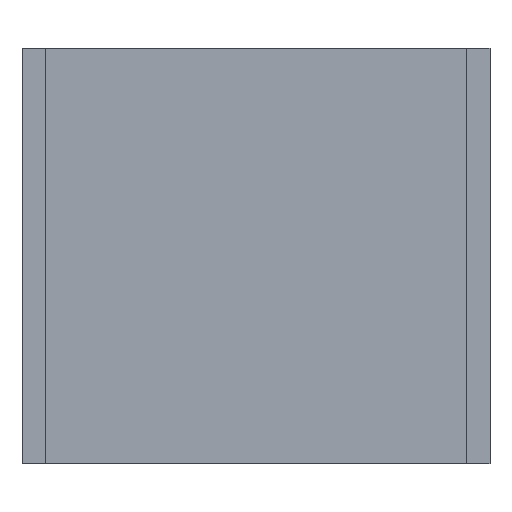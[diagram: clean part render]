
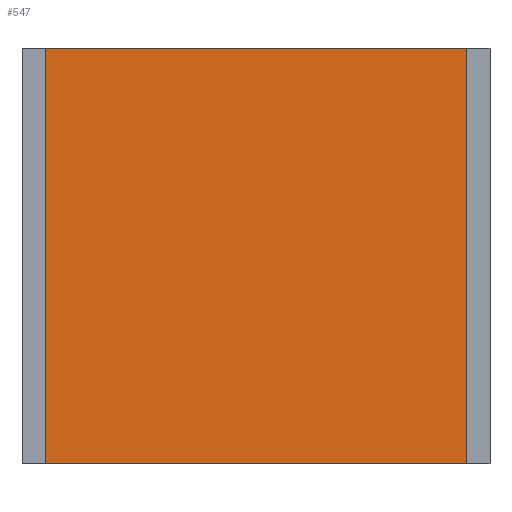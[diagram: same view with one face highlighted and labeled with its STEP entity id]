
A CAD part, front view. The second image highlights one B-rep face of the part: STEP entity #547.
In plain terms, the highlighted planar face has unit normal (0, -1, 0).
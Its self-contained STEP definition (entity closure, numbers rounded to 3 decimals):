
#21 = VECTOR ( 'NONE', #671, 1000. ) ;
#45 = EDGE_CURVE ( 'NONE', #452, #839, #162, .T. ) ;
#51 = VECTOR ( 'NONE', #728, 1000. ) ;
#55 = LINE ( 'NONE', #668, #21 ) ;
#144 = DIRECTION ( 'NONE',  ( 0., 1., 0. ) ) ;
#155 = FACE_OUTER_BOUND ( 'NONE', #190, .T. ) ;
#162 = LINE ( 'NONE', #227, #51 ) ;
#188 = ORIENTED_EDGE ( 'NONE', *, *, #45, .F. ) ;
#190 = EDGE_LOOP ( 'NONE', ( #610, #933, #188, #657 ) ) ;
#201 = EDGE_CURVE ( 'NONE', #840, #1010, #55, .T. ) ;
#226 = LINE ( 'NONE', #926, #739 ) ;
#227 = CARTESIAN_POINT ( 'NONE',  ( -3.2, 0.1, -3.15 ) ) ;
#306 = CARTESIAN_POINT ( 'NONE',  ( -3.2, 0.1, -3.15 ) ) ;
#389 = PLANE ( 'NONE',  #522 ) ;
#452 = VERTEX_POINT ( 'NONE', #698 ) ;
#481 = CARTESIAN_POINT ( 'NONE',  ( -3.2, 0.1, 9.55 ) ) ;
#510 = LINE ( 'NONE', #1011, #666 ) ;
#522 = AXIS2_PLACEMENT_3D ( 'NONE', #481, #144, #832 ) ;
#547 = ADVANCED_FACE ( 'NONE', ( #155 ), #389, .F. ) ;
#576 = EDGE_CURVE ( 'NONE', #840, #839, #510, .T. ) ;
#582 = DIRECTION ( 'NONE',  ( 0., 0., -1. ) ) ;
#610 = ORIENTED_EDGE ( 'NONE', *, *, #201, .F. ) ;
#657 = ORIENTED_EDGE ( 'NONE', *, *, #1033, .F. ) ;
#666 = VECTOR ( 'NONE', #582, 1000. ) ;
#668 = CARTESIAN_POINT ( 'NONE',  ( -3.2, 0.1, 3.15 ) ) ;
#671 = DIRECTION ( 'NONE',  ( 1., 0., 0. ) ) ;
#674 = DIRECTION ( 'NONE',  ( 0., 0., -1. ) ) ;
#698 = CARTESIAN_POINT ( 'NONE',  ( 3.2, 0.1, -3.15 ) ) ;
#728 = DIRECTION ( 'NONE',  ( -1., 0., 0. ) ) ;
#739 = VECTOR ( 'NONE', #674, 1000. ) ;
#765 = CARTESIAN_POINT ( 'NONE',  ( 3.2, 0.1, 3.15 ) ) ;
#832 = DIRECTION ( 'NONE',  ( -1., 0., 0. ) ) ;
#839 = VERTEX_POINT ( 'NONE', #306 ) ;
#840 = VERTEX_POINT ( 'NONE', #1073 ) ;
#926 = CARTESIAN_POINT ( 'NONE',  ( 3.2, 0.1, 9.55 ) ) ;
#933 = ORIENTED_EDGE ( 'NONE', *, *, #576, .T. ) ;
#1010 = VERTEX_POINT ( 'NONE', #765 ) ;
#1011 = CARTESIAN_POINT ( 'NONE',  ( -3.2, 0.1, 9.55 ) ) ;
#1033 = EDGE_CURVE ( 'NONE', #1010, #452, #226, .T. ) ;
#1073 = CARTESIAN_POINT ( 'NONE',  ( -3.2, 0.1, 3.15 ) ) ;
